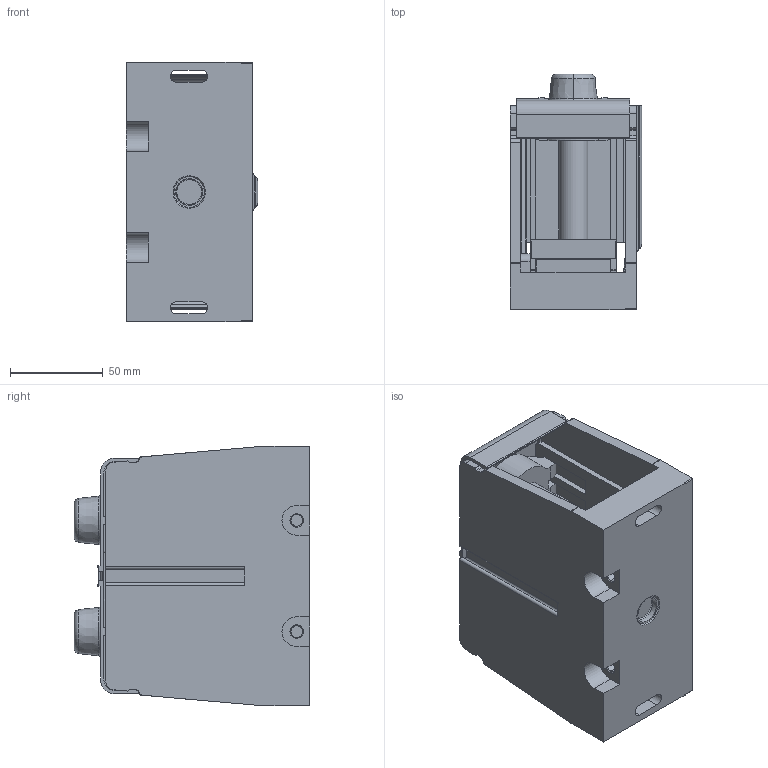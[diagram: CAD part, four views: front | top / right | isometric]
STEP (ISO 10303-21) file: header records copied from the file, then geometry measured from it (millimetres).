
FILE_DESCRIPTION((''),'2;1');
FILE_NAME('5YB574375_ASM','2024-01-30T',('dell'),(''),'PRO/ENGINEER BY PARAMETRIC TECHNOLOGY CORPORATION, 2013230','PRO/ENGINEER BY PARAMETRIC TECHNOLOGY CORPORATION, 2013230','');
FILE_SCHEMA(('AUTOMOTIVE_DESIGN { 1 0 10303 214 1 1 1 1 }'));
Length unit declared in the file: millimetre
Products named in the file (1): 5YB574375_ASM
Bounding box: 71 x 127 x 140 mm (x, y, z)
Volume: 564423.9 mm3; surface area: 179144.2 mm2
Topology: 1 solids, 6 shells, 1070 faces, 3172 edges, 2057 vertices
Faces by surface type: plane 593, cylinder 364, cone 40, torus 38, bspline 35
Entity records: 42442 total; most frequent: CARTESIAN_POINT 8383, ORIENTED_EDGE 6320, DIRECTION 5730, EDGE_CURVE 3160, VECTOR 2166, LINE 2166, VERTEX_POINT 2057, AXIS2_PLACEMENT_3D 1782
